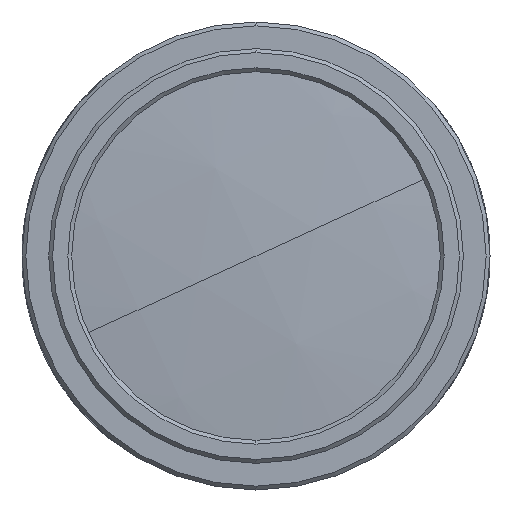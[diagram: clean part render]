
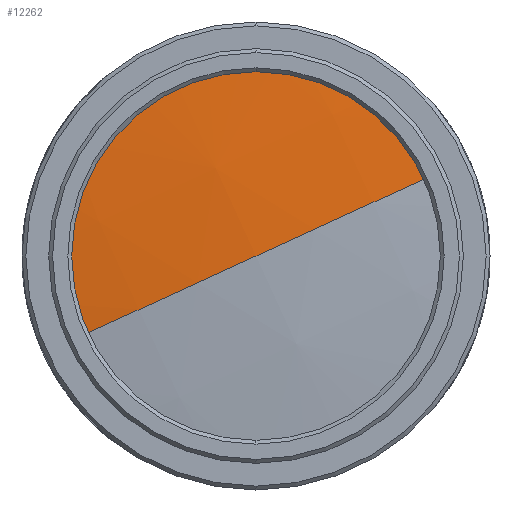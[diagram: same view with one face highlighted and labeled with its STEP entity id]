
A CAD part, left-side view. The second image highlights one B-rep face of the part: STEP entity #12262.
In plain terms, the highlighted spherical face has radius 128.23 mm.
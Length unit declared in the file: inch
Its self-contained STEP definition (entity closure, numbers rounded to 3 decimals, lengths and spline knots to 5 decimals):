
#275 = CIRCLE ( 'NONE', #8796, 5.04843 ) ;
#553 = VERTEX_POINT ( 'NONE', #16043 ) ;
#593 = DIRECTION ( 'NONE',  ( 0., 0.909, -0.416 ) ) ;
#1741 = AXIS2_PLACEMENT_3D ( 'NONE', #5670, #15936, #7151 ) ;
#1791 = ORIENTED_EDGE ( 'NONE', *, *, #15841, .F. ) ;
#2232 = ORIENTED_EDGE ( 'NONE', *, *, #16891, .F. ) ;
#2612 = CARTESIAN_POINT ( 'NONE',  ( -0.15216, 0., 0. ) ) ;
#3116 = AXIS2_PLACEMENT_3D ( 'NONE', #16679, #9414, #593 ) ;
#3653 = VERTEX_POINT ( 'NONE', #2612 ) ;
#4467 = VERTEX_POINT ( 'NONE', #9286 ) ;
#5670 = CARTESIAN_POINT ( 'NONE',  ( 4.89627, 0., 0. ) ) ;
#6880 = EDGE_CURVE ( 'NONE', #3653, #553, #12567, .T. ) ;
#7151 = DIRECTION ( 'NONE',  ( 0., -0.909, 0.416 ) ) ;
#7352 = CARTESIAN_POINT ( 'NONE',  ( 4.89627, 0., 0. ) ) ;
#8231 = DIRECTION ( 'NONE',  ( 1., 0., 0. ) ) ;
#8246 = DIRECTION ( 'NONE',  ( 1., 0., 0. ) ) ;
#8402 = ORIENTED_EDGE ( 'NONE', *, *, #15976, .F. ) ;
#8462 = VERTEX_POINT ( 'NONE', #9893 ) ;
#8796 = AXIS2_PLACEMENT_3D ( 'NONE', #7352, #17650, #8826 ) ;
#8826 = DIRECTION ( 'NONE',  ( 0., 0.909, -0.416 ) ) ;
#9286 = CARTESIAN_POINT ( 'NONE',  ( -0.12789, 0.20579, 0.44957 ) ) ;
#9414 = DIRECTION ( 'NONE',  ( 0., 0.416, 0.909 ) ) ;
#9774 = AXIS2_PLACEMENT_3D ( 'NONE', #17033, #8231, #18515 ) ;
#9893 = CARTESIAN_POINT ( 'NONE',  ( -0.12789, 0.44957, -0.20579 ) ) ;
#10893 = FACE_OUTER_BOUND ( 'NONE', #17069, .T. ) ;
#12262 = ADVANCED_FACE ( 'NONE', ( #10893 ), #14341, .T. ) ;
#12365 = AXIS2_PLACEMENT_3D ( 'NONE', #17046, #8246, #18532 ) ;
#12567 = CIRCLE ( 'NONE', #1741, 5.04843 ) ;
#14341 = SPHERICAL_SURFACE ( 'NONE', #3116, 5.04843 ) ;
#15453 = CIRCLE ( 'NONE', #9774, 0.49443 ) ;
#15841 = EDGE_CURVE ( 'NONE', #3653, #8462, #275, .T. ) ;
#15936 = DIRECTION ( 'NONE',  ( 0., 0.416, 0.909 ) ) ;
#15976 = EDGE_CURVE ( 'NONE', #4467, #553, #15453, .T. ) ;
#16043 = CARTESIAN_POINT ( 'NONE',  ( -0.12789, -0.44957, 0.20579 ) ) ;
#16679 = CARTESIAN_POINT ( 'NONE',  ( 4.89627, 0., 0. ) ) ;
#16891 = EDGE_CURVE ( 'NONE', #8462, #4467, #18478, .T. ) ;
#17033 = CARTESIAN_POINT ( 'NONE',  ( -0.12789, 0., 0. ) ) ;
#17046 = CARTESIAN_POINT ( 'NONE',  ( -0.12789, 0., 0. ) ) ;
#17069 = EDGE_LOOP ( 'NONE', ( #1791, #17819, #8402, #2232 ) ) ;
#17650 = DIRECTION ( 'NONE',  ( 0., -0.416, -0.909 ) ) ;
#17819 = ORIENTED_EDGE ( 'NONE', *, *, #6880, .T. ) ;
#18478 = CIRCLE ( 'NONE', #12365, 0.49443 ) ;
#18515 = DIRECTION ( 'NONE',  ( 0., -0.416, -0.909 ) ) ;
#18532 = DIRECTION ( 'NONE',  ( 0., -0.416, -0.909 ) ) ;
